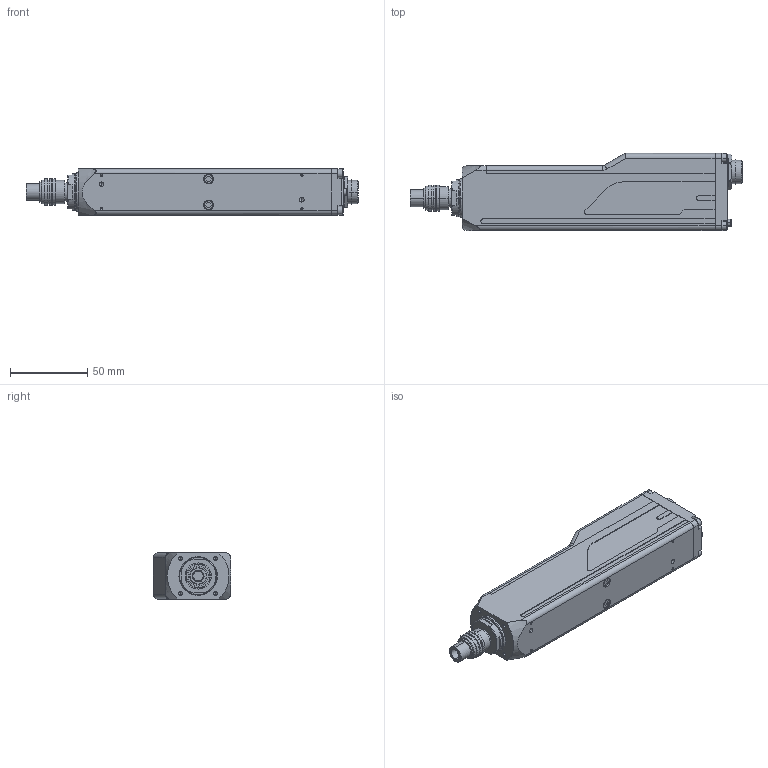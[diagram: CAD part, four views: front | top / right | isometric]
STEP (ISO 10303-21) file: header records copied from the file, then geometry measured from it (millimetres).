
FILE_DESCRIPTION (( 'STEP AP214' ), '1' );
FILE_NAME ('MFT-080M10-S1.STEP', '2018-08-09T19:35:33', ( '' ), ( '' ), 'SwSTEP 2.0', 'SolidWorks 2017', '' );
FILE_SCHEMA (( 'AUTOMOTIVE_DESIGN' ));
Length unit declared in the file: millimetre
Products named in the file (1): MFT-080M10-S1
Bounding box: 215.5 x 50 x 30 mm (x, y, z)
Volume: 237483.8 mm3; surface area: 45411.7 mm2
Topology: 5 solids, 5 shells, 396 faces, 955 edges, 607 vertices
Faces by surface type: plane 204, cylinder 141, cone 49, torus 2
Entity records: 11759 total; most frequent: CARTESIAN_POINT 2239, DIRECTION 2009, ORIENTED_EDGE 1870, EDGE_CURVE 935, AXIS2_PLACEMENT_3D 717, VERTEX_POINT 607, LINE 575, VECTOR 575
